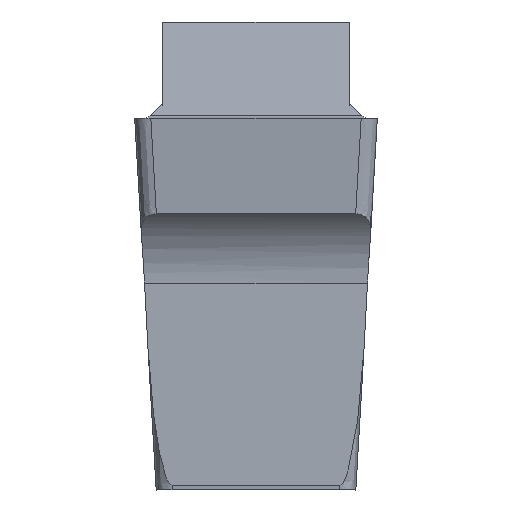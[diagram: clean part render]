
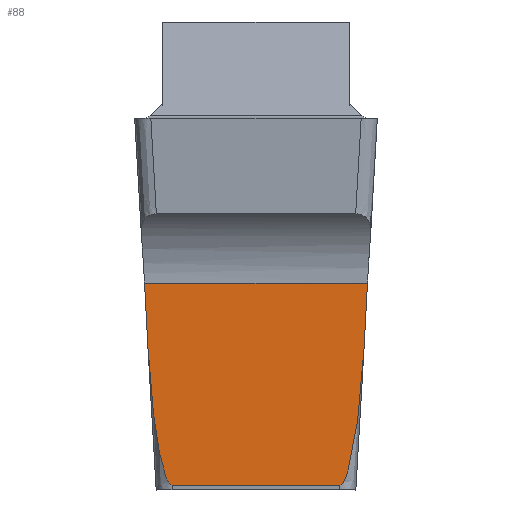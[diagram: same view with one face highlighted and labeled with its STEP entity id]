
A CAD part, front view. The second image highlights one B-rep face of the part: STEP entity #88.
In plain terms, the highlighted planar face has unit normal (0, -1, 0).
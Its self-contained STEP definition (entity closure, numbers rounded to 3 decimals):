
#88=ADVANCED_FACE('SIDE_IB_1_SU3',(#148),#117,.F.);
#117=PLANE('',#803);
#148=FACE_OUTER_BOUND('',#186,.T.);
#186=EDGE_LOOP('',(#379,#380,#381,#382,#383,#384));
#205=B_SPLINE_CURVE_WITH_KNOTS('',3,(#1272,#1273,#1274,#1275,#1276,#1277,
#1278,#1279,#1280,#1281,#1282,#1283,#1284,#1285,#1286,#1287,#1288,#1289,
#1290,#1291,#1292,#1293,#1294,#1295,#1296,#1297,#1298,#1299,#1300,#1301,
#1302,#1303,#1304,#1305),.UNSPECIFIED.,.F.,.F.,(4,3,3,3,3,3,3,3,3,3,3,4),
(0.,0.225,0.604,0.796,0.862,
0.907,0.937,0.958,0.979,
0.987,0.996,1.),.UNSPECIFIED.);
#211=B_SPLINE_CURVE_WITH_KNOTS('',3,(#1369,#1370,#1371,#1372,#1373,#1374,
#1375,#1376,#1377,#1378,#1379,#1380,#1381,#1382,#1383,#1384,#1385,#1386,
#1387),.UNSPECIFIED.,.F.,.F.,(4,3,3,3,3,3,4),(0.,0.006,0.013,
0.032,0.098,0.364,1.),
 .UNSPECIFIED.);
#379=ORIENTED_EDGE('',*,*,#605,.F.);
#380=ORIENTED_EDGE('',*,*,#602,.T.);
#381=ORIENTED_EDGE('',*,*,#593,.F.);
#382=ORIENTED_EDGE('',*,*,#599,.T.);
#383=ORIENTED_EDGE('',*,*,#587,.F.);
#384=ORIENTED_EDGE('',*,*,#604,.T.);
#499=VERTEX_POINT('',#1306);
#500=VERTEX_POINT('',#1307);
#503=VERTEX_POINT('',#1388);
#504=VERTEX_POINT('',#1389);
#507=VERTEX_POINT('',#1453);
#508=VERTEX_POINT('',#1457);
#587=EDGE_CURVE('',#499,#500,#205,.T.);
#593=EDGE_CURVE('',#503,#504,#211,.T.);
#599=EDGE_CURVE('',#503,#500,#669,.T.);
#602=EDGE_CURVE('',#507,#504,#671,.T.);
#604=EDGE_CURVE('',#499,#508,#672,.T.);
#605=EDGE_CURVE('',#507,#508,#673,.T.);
#669=LINE('',#1448,#721);
#671=LINE('',#1454,#723);
#672=LINE('',#1458,#724);
#673=LINE('',#1460,#725);
#721=VECTOR('',#904,1.);
#723=VECTOR('',#912,1.);
#724=VECTOR('',#917,1.);
#725=VECTOR('',#920,1.);
#803=AXIS2_PLACEMENT_3D('',#1462,#923,#924);
#904=DIRECTION('',(1.,0.,0.));
#912=DIRECTION('',(0.052,0.,-0.999));
#917=DIRECTION('',(0.052,0.,0.999));
#920=DIRECTION('',(1.,0.,0.));
#923=DIRECTION('',(0.,1.,0.));
#924=DIRECTION('',(0.,0.,1.));
#1272=CARTESIAN_POINT('',(1.336,-9.832,-2.831));
#1273=CARTESIAN_POINT('',(1.329,-9.832,-2.962));
#1274=CARTESIAN_POINT('',(1.32,-9.832,-3.093));
#1275=CARTESIAN_POINT('',(1.31,-9.832,-3.225));
#1276=CARTESIAN_POINT('',(1.291,-9.832,-3.445));
#1277=CARTESIAN_POINT('',(1.268,-9.832,-3.664));
#1278=CARTESIAN_POINT('',(1.235,-9.832,-3.883));
#1279=CARTESIAN_POINT('',(1.219,-9.832,-3.993));
#1280=CARTESIAN_POINT('',(1.2,-9.832,-4.104));
#1281=CARTESIAN_POINT('',(1.175,-9.832,-4.213));
#1282=CARTESIAN_POINT('',(1.167,-9.832,-4.25));
#1283=CARTESIAN_POINT('',(1.158,-9.832,-4.288));
#1284=CARTESIAN_POINT('',(1.147,-9.832,-4.325));
#1285=CARTESIAN_POINT('',(1.14,-9.832,-4.35));
#1286=CARTESIAN_POINT('',(1.133,-9.832,-4.375));
#1287=CARTESIAN_POINT('',(1.124,-9.832,-4.4));
#1288=CARTESIAN_POINT('',(1.118,-9.832,-4.416));
#1289=CARTESIAN_POINT('',(1.112,-9.832,-4.433));
#1290=CARTESIAN_POINT('',(1.105,-9.832,-4.449));
#1291=CARTESIAN_POINT('',(1.1,-9.832,-4.461));
#1292=CARTESIAN_POINT('',(1.095,-9.832,-4.472));
#1293=CARTESIAN_POINT('',(1.089,-9.832,-4.482));
#1294=CARTESIAN_POINT('',(1.084,-9.832,-4.493));
#1295=CARTESIAN_POINT('',(1.077,-9.832,-4.503));
#1296=CARTESIAN_POINT('',(1.069,-9.832,-4.512));
#1297=CARTESIAN_POINT('',(1.066,-9.832,-4.516));
#1298=CARTESIAN_POINT('',(1.062,-9.832,-4.52));
#1299=CARTESIAN_POINT('',(1.058,-9.832,-4.523));
#1300=CARTESIAN_POINT('',(1.054,-9.832,-4.526));
#1301=CARTESIAN_POINT('',(1.05,-9.832,-4.529));
#1302=CARTESIAN_POINT('',(1.045,-9.832,-4.53));
#1303=CARTESIAN_POINT('',(1.043,-9.832,-4.531));
#1304=CARTESIAN_POINT('',(1.04,-9.832,-4.531));
#1305=CARTESIAN_POINT('',(1.038,-9.832,-4.531));
#1306=CARTESIAN_POINT('',(1.336,-9.832,-2.831));
#1307=CARTESIAN_POINT('',(1.038,-9.832,-4.531));
#1369=CARTESIAN_POINT('',(-1.038,-9.832,-4.531));
#1370=CARTESIAN_POINT('',(-1.041,-9.832,-4.531));
#1371=CARTESIAN_POINT('',(-1.045,-9.832,-4.53));
#1372=CARTESIAN_POINT('',(-1.048,-9.832,-4.529));
#1373=CARTESIAN_POINT('',(-1.052,-9.832,-4.527));
#1374=CARTESIAN_POINT('',(-1.056,-9.832,-4.525));
#1375=CARTESIAN_POINT('',(-1.059,-9.832,-4.522));
#1376=CARTESIAN_POINT('',(-1.068,-9.832,-4.515));
#1377=CARTESIAN_POINT('',(-1.074,-9.832,-4.507));
#1378=CARTESIAN_POINT('',(-1.08,-9.832,-4.497));
#1379=CARTESIAN_POINT('',(-1.102,-9.832,-4.465));
#1380=CARTESIAN_POINT('',(-1.115,-9.832,-4.427));
#1381=CARTESIAN_POINT('',(-1.127,-9.832,-4.39));
#1382=CARTESIAN_POINT('',(-1.176,-9.832,-4.244));
#1383=CARTESIAN_POINT('',(-1.203,-9.832,-4.09));
#1384=CARTESIAN_POINT('',(-1.227,-9.832,-3.937));
#1385=CARTESIAN_POINT('',(-1.285,-9.832,-3.571));
#1386=CARTESIAN_POINT('',(-1.317,-9.832,-3.201));
#1387=CARTESIAN_POINT('',(-1.336,-9.832,-2.831));
#1388=CARTESIAN_POINT('',(-1.038,-9.832,-4.531));
#1389=CARTESIAN_POINT('',(-1.336,-9.832,-2.831));
#1448=CARTESIAN_POINT('',(-1.38,-9.832,-4.531));
#1453=CARTESIAN_POINT('',(-1.378,-9.832,-2.036));
#1454=CARTESIAN_POINT('',(-1.166,-9.832,-6.081));
#1457=CARTESIAN_POINT('',(1.378,-9.832,-2.036));
#1458=CARTESIAN_POINT('',(1.158,-9.832,-6.226));
#1460=CARTESIAN_POINT('',(5.,-9.832,-2.036));
#1462=CARTESIAN_POINT('',(-1.38,-9.832,-6.092));
